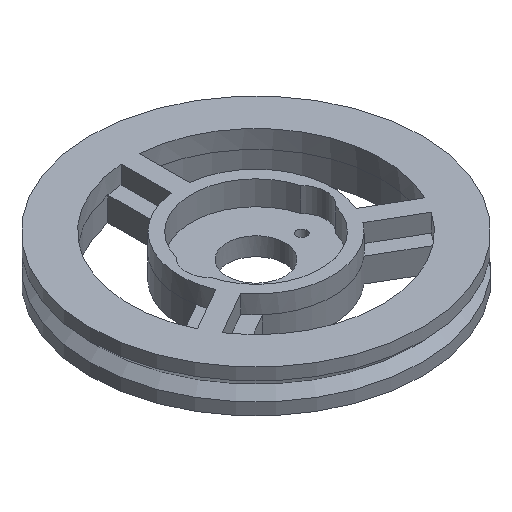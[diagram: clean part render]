
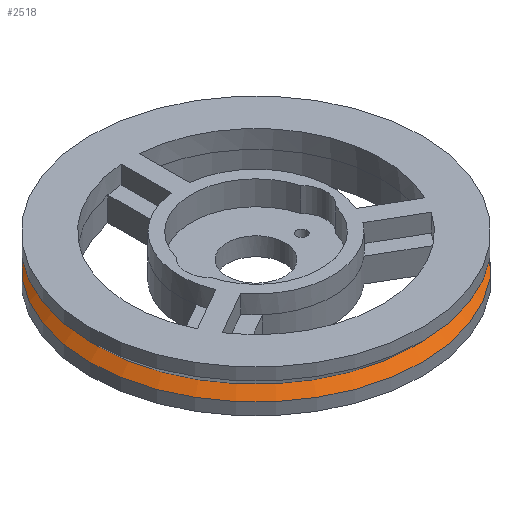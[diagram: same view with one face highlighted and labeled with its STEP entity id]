
A CAD part, isometric view. The second image highlights one B-rep face of the part: STEP entity #2518.
In plain terms, the highlighted conical face has half-angle 45 degrees and reference radius 26 mm.
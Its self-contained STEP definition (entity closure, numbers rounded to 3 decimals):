
#599 = CONICAL_SURFACE('',#600,27.5,0.785);
#600 = AXIS2_PLACEMENT_3D('',#601,#602,#603);
#601 = CARTESIAN_POINT('',(0.,0.,1.5));
#602 = DIRECTION('',(0.,0.,1.));
#603 = DIRECTION('',(1.,0.,0.));
#1816 = VERTEX_POINT('',#1817);
#1817 = CARTESIAN_POINT('',(26.,0.,0.));
#1838 = EDGE_CURVE('',#1816,#1816,#1839,.T.);
#1839 = SURFACE_CURVE('',#1840,(#1845,#1852),.PCURVE_S1.);
#1840 = CIRCLE('',#1841,26.);
#1841 = AXIS2_PLACEMENT_3D('',#1842,#1843,#1844);
#1842 = CARTESIAN_POINT('',(0.,0.,0.));
#1843 = DIRECTION('',(0.,0.,-1.));
#1844 = DIRECTION('',(1.,0.,0.));
#1845 = PCURVE('',#599,#1846);
#1846 = DEFINITIONAL_REPRESENTATION('',(#1847),#1851);
#1847 = LINE('',#1848,#1849);
#1848 = CARTESIAN_POINT('',(-0.,-1.5));
#1849 = VECTOR('',#1850,1.);
#1850 = DIRECTION('',(-1.,-0.));
#1851 = ( GEOMETRIC_REPRESENTATION_CONTEXT(2) 
PARAMETRIC_REPRESENTATION_CONTEXT() REPRESENTATION_CONTEXT('2D SPACE',''
  ) );
#1852 = PCURVE('',#1853,#1858);
#1853 = CONICAL_SURFACE('',#1854,26.,0.785);
#1854 = AXIS2_PLACEMENT_3D('',#1855,#1856,#1857);
#1855 = CARTESIAN_POINT('',(0.,0.,0.));
#1856 = DIRECTION('',(0.,0.,-1.));
#1857 = DIRECTION('',(1.,0.,0.));
#1858 = DEFINITIONAL_REPRESENTATION('',(#1859),#1863);
#1859 = LINE('',#1860,#1861);
#1860 = CARTESIAN_POINT('',(0.,0.));
#1861 = VECTOR('',#1862,1.);
#1862 = DIRECTION('',(1.,0.));
#1863 = ( GEOMETRIC_REPRESENTATION_CONTEXT(2) 
PARAMETRIC_REPRESENTATION_CONTEXT() REPRESENTATION_CONTEXT('2D SPACE',''
  ) );
#2518 = ADVANCED_FACE('',(#2519),#1853,.T.);
#2519 = FACE_BOUND('',#2520,.T.);
#2520 = EDGE_LOOP('',(#2521,#2522,#2545,#2572));
#2521 = ORIENTED_EDGE('',*,*,#1838,.T.);
#2522 = ORIENTED_EDGE('',*,*,#2523,.T.);
#2523 = EDGE_CURVE('',#1816,#2524,#2526,.T.);
#2524 = VERTEX_POINT('',#2525);
#2525 = CARTESIAN_POINT('',(27.5,0.,-1.5));
#2526 = SEAM_CURVE('',#2527,(#2531,#2538),.PCURVE_S1.);
#2527 = LINE('',#2528,#2529);
#2528 = CARTESIAN_POINT('',(26.,0.,0.));
#2529 = VECTOR('',#2530,1.);
#2530 = DIRECTION('',(0.707,0.,-0.707
    ));
#2531 = PCURVE('',#1853,#2532);
#2532 = DEFINITIONAL_REPRESENTATION('',(#2533),#2537);
#2533 = LINE('',#2534,#2535);
#2534 = CARTESIAN_POINT('',(0.,0.));
#2535 = VECTOR('',#2536,1.);
#2536 = DIRECTION('',(0.,1.));
#2537 = ( GEOMETRIC_REPRESENTATION_CONTEXT(2) 
PARAMETRIC_REPRESENTATION_CONTEXT() REPRESENTATION_CONTEXT('2D SPACE',''
  ) );
#2538 = PCURVE('',#1853,#2539);
#2539 = DEFINITIONAL_REPRESENTATION('',(#2540),#2544);
#2540 = LINE('',#2541,#2542);
#2541 = CARTESIAN_POINT('',(6.283,0.));
#2542 = VECTOR('',#2543,1.);
#2543 = DIRECTION('',(0.,1.));
#2544 = ( GEOMETRIC_REPRESENTATION_CONTEXT(2) 
PARAMETRIC_REPRESENTATION_CONTEXT() REPRESENTATION_CONTEXT('2D SPACE',''
  ) );
#2545 = ORIENTED_EDGE('',*,*,#2546,.F.);
#2546 = EDGE_CURVE('',#2524,#2524,#2547,.T.);
#2547 = SURFACE_CURVE('',#2548,(#2553,#2560),.PCURVE_S1.);
#2548 = CIRCLE('',#2549,27.5);
#2549 = AXIS2_PLACEMENT_3D('',#2550,#2551,#2552);
#2550 = CARTESIAN_POINT('',(0.,0.,-1.5));
#2551 = DIRECTION('',(0.,0.,-1.));
#2552 = DIRECTION('',(1.,0.,0.));
#2553 = PCURVE('',#1853,#2554);
#2554 = DEFINITIONAL_REPRESENTATION('',(#2555),#2559);
#2555 = LINE('',#2556,#2557);
#2556 = CARTESIAN_POINT('',(0.,1.5));
#2557 = VECTOR('',#2558,1.);
#2558 = DIRECTION('',(1.,0.));
#2559 = ( GEOMETRIC_REPRESENTATION_CONTEXT(2) 
PARAMETRIC_REPRESENTATION_CONTEXT() REPRESENTATION_CONTEXT('2D SPACE',''
  ) );
#2560 = PCURVE('',#2561,#2566);
#2561 = CYLINDRICAL_SURFACE('',#2562,27.5);
#2562 = AXIS2_PLACEMENT_3D('',#2563,#2564,#2565);
#2563 = CARTESIAN_POINT('',(0.,0.,-1.5));
#2564 = DIRECTION('',(0.,0.,-1.));
#2565 = DIRECTION('',(1.,0.,0.));
#2566 = DEFINITIONAL_REPRESENTATION('',(#2567),#2571);
#2567 = LINE('',#2568,#2569);
#2568 = CARTESIAN_POINT('',(0.,0.));
#2569 = VECTOR('',#2570,1.);
#2570 = DIRECTION('',(1.,0.));
#2571 = ( GEOMETRIC_REPRESENTATION_CONTEXT(2) 
PARAMETRIC_REPRESENTATION_CONTEXT() REPRESENTATION_CONTEXT('2D SPACE',''
  ) );
#2572 = ORIENTED_EDGE('',*,*,#2523,.F.);
